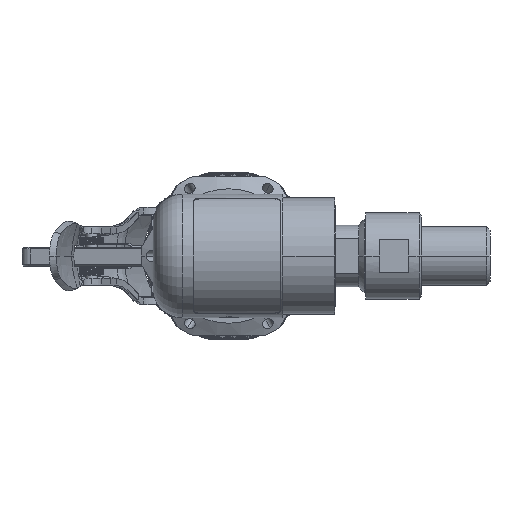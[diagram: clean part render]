
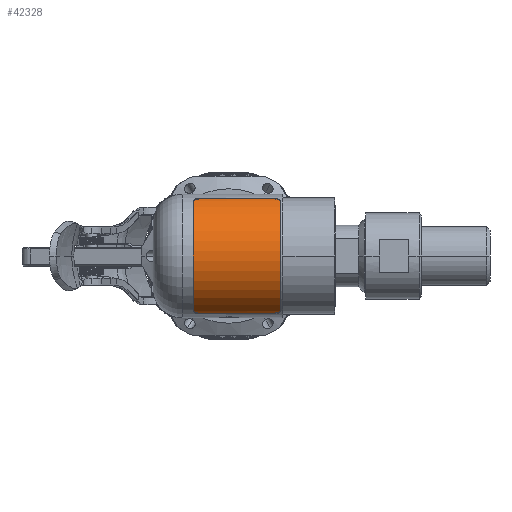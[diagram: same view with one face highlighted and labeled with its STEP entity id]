
A CAD part, left-side view. The second image highlights one B-rep face of the part: STEP entity #42328.
In plain terms, the highlighted cylindrical face has radius 13.614 mm (diameter 27.229 mm), a partial arc.
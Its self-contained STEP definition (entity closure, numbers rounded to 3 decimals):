
#42105=CARTESIAN_POINT('',(-41.024,-11.278,0.));
#42106=DIRECTION('',(0.,1.,0.));
#42107=DIRECTION('',(-0.484,0.,-0.875));
#42108=AXIS2_PLACEMENT_3D('',#42105,#42106,#42107);
#42122=CARTESIAN_POINT('',(-46.234,6.248,12.578));
#42123=CARTESIAN_POINT('',(-46.234,6.347,
12.578));
#42124=CARTESIAN_POINT('',(-46.251,6.543,
12.571));
#42125=CARTESIAN_POINT('',(-46.332,6.836,
12.537));
#42126=CARTESIAN_POINT('',(-46.465,7.104,
12.48));
#42127=CARTESIAN_POINT('',(-46.637,7.333,
12.404));
#42128=CARTESIAN_POINT('',(-46.845,7.521,
12.308));
#42129=CARTESIAN_POINT('',(-47.087,7.666,
12.191));
#42130=CARTESIAN_POINT('',(-47.349,7.754,
12.057));
#42131=CARTESIAN_POINT('',(-47.522,7.772,11.964));
#42132=CARTESIAN_POINT('',(-47.609,7.772,11.916));
#42134=CARTESIAN_POINT('',(-47.609,-11.278,11.916));
#42135=CARTESIAN_POINT('',(-47.522,-11.278,11.964));
#42136=CARTESIAN_POINT('',(-47.349,-11.259,
12.057));
#42137=CARTESIAN_POINT('',(-47.087,-11.171,
12.191));
#42138=CARTESIAN_POINT('',(-46.845,-11.026,
12.308));
#42139=CARTESIAN_POINT('',(-46.637,-10.838,
12.404));
#42140=CARTESIAN_POINT('',(-46.465,-10.61,
12.48));
#42141=CARTESIAN_POINT('',(-46.332,-10.341,
12.537));
#42142=CARTESIAN_POINT('',(-46.251,-10.048,
12.571));
#42143=CARTESIAN_POINT('',(-46.234,-9.853,
12.578));
#42144=CARTESIAN_POINT('',(-46.234,-9.754,12.578));
#42146=CARTESIAN_POINT('',(-46.234,-9.754,-12.578));
#42147=CARTESIAN_POINT('',(-46.234,-9.853,
-12.578));
#42148=CARTESIAN_POINT('',(-46.251,-10.048,
-12.571));
#42149=CARTESIAN_POINT('',(-46.332,-10.341,
-12.537));
#42150=CARTESIAN_POINT('',(-46.465,-10.61,
-12.48));
#42151=CARTESIAN_POINT('',(-46.637,-10.838,
-12.404));
#42152=CARTESIAN_POINT('',(-46.845,-11.026,
-12.308));
#42153=CARTESIAN_POINT('',(-47.087,-11.171,
-12.191));
#42154=CARTESIAN_POINT('',(-47.349,-11.259,
-12.057));
#42155=CARTESIAN_POINT('',(-47.522,-11.278,-11.964));
#42156=CARTESIAN_POINT('',(-47.609,-11.278,-11.916));
#42158=DIRECTION('',(0.,1.,0.));
#42159=VECTOR('',#42158,16.002);
#42160=CARTESIAN_POINT('',(-46.234,-9.754,-12.578));
#42161=LINE('',#42160,#42159);
#42162=CARTESIAN_POINT('',(-47.609,7.772,-11.916));
#42163=CARTESIAN_POINT('',(-47.522,7.772,-11.964));
#42164=CARTESIAN_POINT('',(-47.349,7.754,
-12.057));
#42165=CARTESIAN_POINT('',(-47.087,7.666,
-12.191));
#42166=CARTESIAN_POINT('',(-46.845,7.521,
-12.308));
#42167=CARTESIAN_POINT('',(-46.637,7.333,
-12.404));
#42168=CARTESIAN_POINT('',(-46.465,7.104,
-12.48));
#42169=CARTESIAN_POINT('',(-46.332,6.836,
-12.537));
#42170=CARTESIAN_POINT('',(-46.251,6.543,
-12.571));
#42171=CARTESIAN_POINT('',(-46.234,6.347,
-12.578));
#42172=CARTESIAN_POINT('',(-46.234,6.248,-12.578));
#42198=DIRECTION('',(0.,1.,0.));
#42199=VECTOR('',#42198,16.002);
#42200=CARTESIAN_POINT('',(-46.234,-9.754,12.578));
#42201=LINE('',#42200,#42199);
#42206=CARTESIAN_POINT('',(-41.024,7.772,0.));
#42207=DIRECTION('',(0.,1.,0.));
#42208=DIRECTION('',(-0.484,0.,-0.875));
#42209=AXIS2_PLACEMENT_3D('',#42206,#42207,#42208);
#42258=CARTESIAN_POINT('',(-46.234,6.248,12.578));
#42259=VERTEX_POINT('',#42258);
#42260=VERTEX_POINT('',#42132);
#42261=VERTEX_POINT('',#42134);
#42262=VERTEX_POINT('',#42144);
#42268=CARTESIAN_POINT('',(-46.234,-9.754,-12.578));
#42269=VERTEX_POINT('',#42268);
#42270=VERTEX_POINT('',#42156);
#42271=VERTEX_POINT('',#42162);
#42272=VERTEX_POINT('',#42172);
#42307=CARTESIAN_POINT('',(-41.024,-11.278,0.));
#42308=DIRECTION('',(0.,1.,0.));
#42309=DIRECTION('',(-1.,0.,0.));
#42310=AXIS2_PLACEMENT_3D('',#42307,#42308,#42309);
#42311=CYLINDRICAL_SURFACE('',#42310,13.614);
#42313=ORIENTED_EDGE('',*,*,#42312,.F.);
#42315=ORIENTED_EDGE('',*,*,#42314,.F.);
#42316=ORIENTED_EDGE('',*,*,#42297,.F.);
#42317=ORIENTED_EDGE('',*,*,#42287,.F.);
#42319=ORIENTED_EDGE('',*,*,#42318,.F.);
#42321=ORIENTED_EDGE('',*,*,#42320,.T.);
#42323=ORIENTED_EDGE('',*,*,#42322,.F.);
#42325=ORIENTED_EDGE('',*,*,#42324,.T.);
#42326=EDGE_LOOP('',(#42313,#42315,#42316,#42317,#42319,#42321,#42323,#42325));
#42327=FACE_OUTER_BOUND('',#42326,.F.);
#42328=ADVANCED_FACE('',(#42327),#42311,.T.);
#42109=CIRCLE('',#42108,13.614);
#42133=B_SPLINE_CURVE_WITH_KNOTS('',3,(#42122,#42123,#42124,#42125,#42126,
#42127,#42128,#42129,#42130,#42131,#42132),.UNSPECIFIED.,.F.,.F.,(4,1,1,1,1,1,1,
1,4),(0.,0.125,0.25,0.375,0.5,0.625,0.75,0.875,1.),
.UNSPECIFIED.);
#42145=B_SPLINE_CURVE_WITH_KNOTS('',3,(#42134,#42135,#42136,#42137,#42138,
#42139,#42140,#42141,#42142,#42143,#42144),.UNSPECIFIED.,.F.,.F.,(4,1,1,1,1,1,1,
1,4),(0.,0.125,0.25,0.375,0.5,0.625,0.75,0.875,1.),
.UNSPECIFIED.);
#42157=B_SPLINE_CURVE_WITH_KNOTS('',3,(#42146,#42147,#42148,#42149,#42150,
#42151,#42152,#42153,#42154,#42155,#42156),.UNSPECIFIED.,.F.,.F.,(4,1,1,1,1,1,1,
1,4),(0.,0.125,0.25,0.375,0.5,0.625,0.75,0.875,1.),
.UNSPECIFIED.);
#42173=B_SPLINE_CURVE_WITH_KNOTS('',3,(#42162,#42163,#42164,#42165,#42166,
#42167,#42168,#42169,#42170,#42171,#42172),.UNSPECIFIED.,.F.,.F.,(4,1,1,1,1,1,1,
1,4),(0.,0.125,0.25,0.375,0.5,0.625,0.75,0.875,1.),
.UNSPECIFIED.);
#42210=CIRCLE('',#42209,13.614);
#42287=EDGE_CURVE('',#42270,#42261,#42109,.T.);
#42297=EDGE_CURVE('',#42261,#42262,#42145,.T.);
#42312=EDGE_CURVE('',#42259,#42260,#42133,.T.);
#42314=EDGE_CURVE('',#42262,#42259,#42201,.T.);
#42318=EDGE_CURVE('',#42269,#42270,#42157,.T.);
#42320=EDGE_CURVE('',#42269,#42272,#42161,.T.);
#42322=EDGE_CURVE('',#42271,#42272,#42173,.T.);
#42324=EDGE_CURVE('',#42271,#42260,#42210,.T.);
